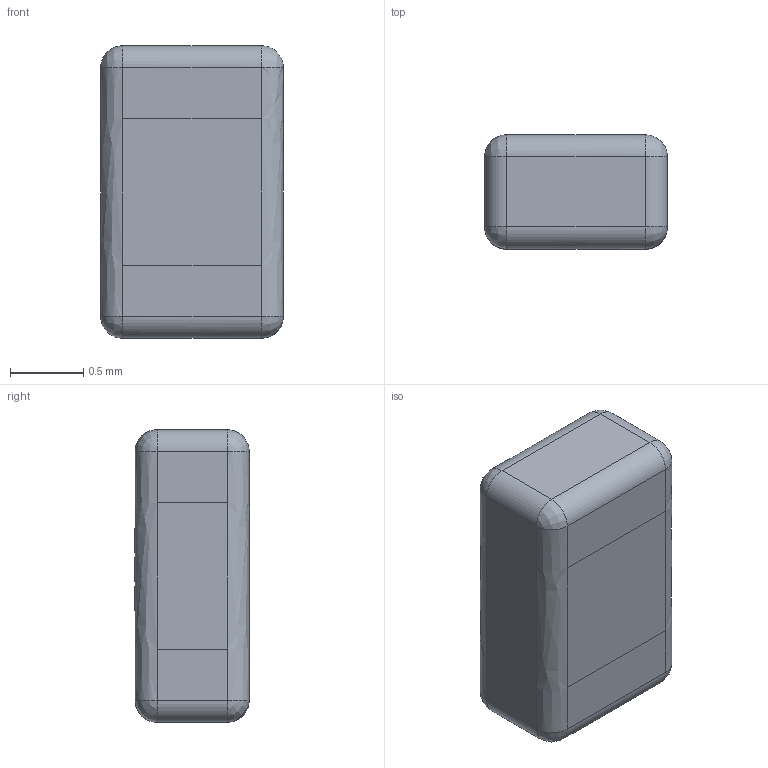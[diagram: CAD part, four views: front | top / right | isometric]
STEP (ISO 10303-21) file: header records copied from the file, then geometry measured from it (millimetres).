
FILE_DESCRIPTION(('FreeCAD Model'),'2;1');
FILE_NAME('SW3dPS-0805_SMD_Capacitor 004.stp','2016-01-27T22:40:44',('FreeCAD'),('FreeCAD'), 'Open CASCADE STEP processor 6.8','FreeCAD','Unknown');
FILE_SCHEMA(('AUTOMOTIVE_DESIGN_CC2 { 1 2 10303 214 -1 1 5 4 }'));
Length unit declared in the file: millimetre
Products named in the file (1): Open CASCADE STEP translator 6.8 31
Bounding box: 1.25 x 0.78 x 2 mm (x, y, z)
Volume: 1.9 mm3; surface area: 9 mm2
Topology: 1 solids, 1 shells, 82 faces, 206 edges, 124 vertices
Faces by surface type: bspline 55, plane 27
Entity records: 13528 total; most frequent: CARTESIAN_POINT 10720, B_SPLINE_CURVE_WITH_KNOTS 514, ORIENTED_EDGE 396, PCURVE 396, DEFINITIONAL_REPRESENTATION 396, EDGE_CURVE 198, SURFACE_CURVE 198, VERTEX_POINT 124
